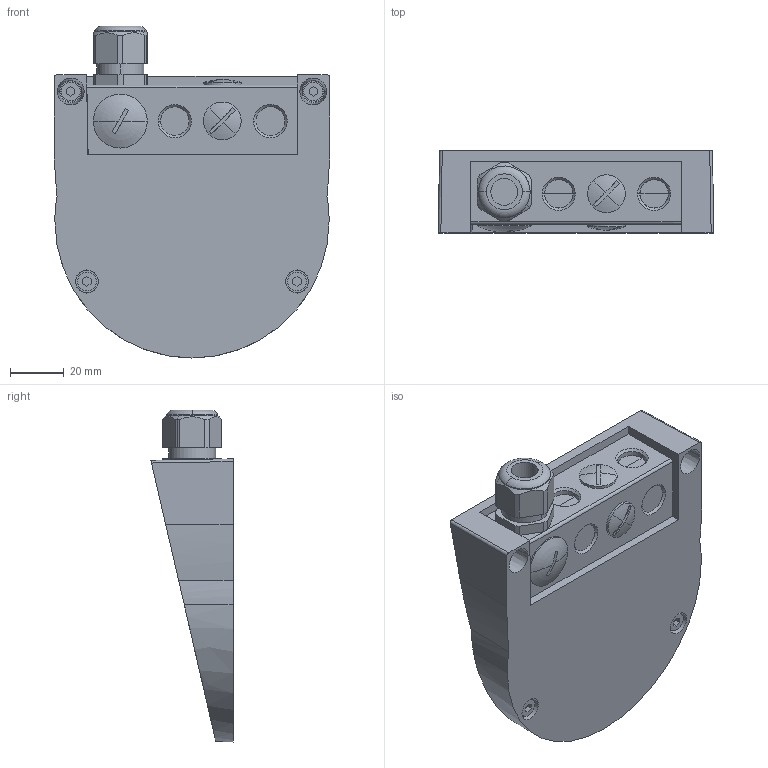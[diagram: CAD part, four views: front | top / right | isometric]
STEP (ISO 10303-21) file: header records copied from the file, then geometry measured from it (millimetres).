
FILE_DESCRIPTION(('VARGEN'),'2;1');
FILE_NAME('SX0B-XXXXXG.stp','2006-07-28T15:52:52',('SICK AG'),('SICK AG'),'OneSpace Designer STEP processor for AP214 (Solid Model)','OneSpace Designer 13.20A 18-Aug-2005 (C) CoCreate Software GmbH','');
FILE_SCHEMA(('AUTOMOTIVE_DESIGN { 1 0 10303 214 1 1 1 1 }'));
Length unit declared in the file: millimetre
Products named in the file (1): SX0B-XXXXXG
Bounding box: 102.32 x 30.49 x 123.2 mm (x, y, z)
Volume: 175226.8 mm3; surface area: 31377.4 mm2
Topology: 1 solids, 1 shells, 166 faces, 410 edges, 264 vertices
Faces by surface type: plane 83, cylinder 39, cone 28, torus 12, revolution 4
Entity records: 7852 total; most frequent: CARTESIAN_POINT 2991, ORIENTED_EDGE 812, DIRECTION 638, EDGE_CURVE 406, VERTEX_POINT 264, VECTOR 224, LINE 224, AXIS2_PLACEMENT_3D 206
